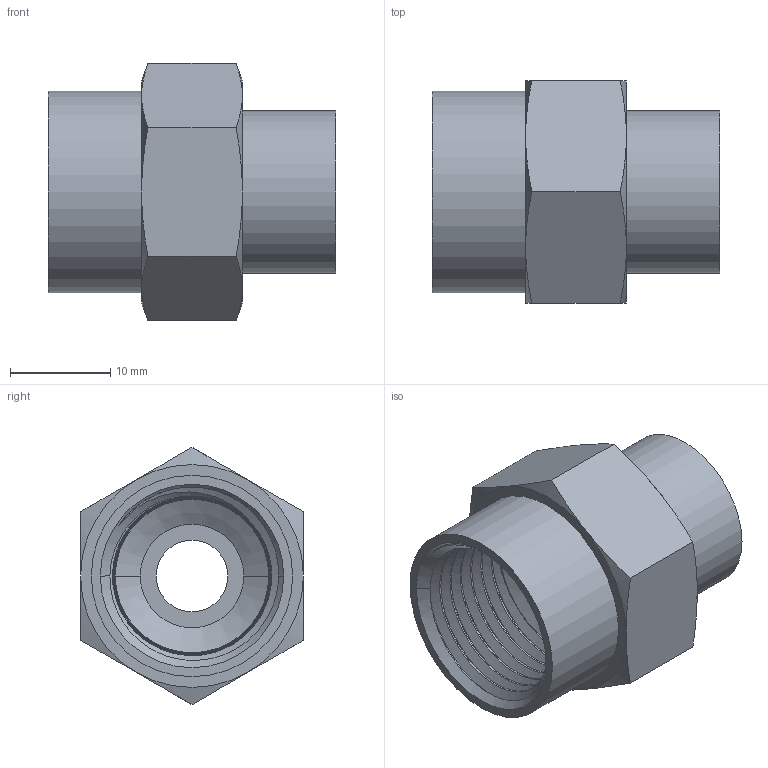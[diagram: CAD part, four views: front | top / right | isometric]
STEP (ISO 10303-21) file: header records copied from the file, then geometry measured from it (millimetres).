
FILE_DESCRIPTION(/* description */ (''),/* implementation_level */ '2;1');
FILE_NAME(/* name */ '119-N2-N3.stp',/* time_stamp */ '2024-01-23T10:07:59-05:00',/* author */ ('esanner'),/* organization */ (''),/* preprocessor_version */ 'ST-DEVELOPER v19',/* originating_system */ 'AutoCAD Mechanical',/* authorisation */ '');
FILE_SCHEMA (('AUTOMOTIVE_DESIGN { 1 0 10303 214 3 1 1 }'));
Length unit declared in the file: millimetre
Products named in the file (2): Product; 119-N2-N3
Assembly tree (1 placements, depth 2):
  Product
    119-N2-N3
Bounding box: 28.7 x 22.23 x 25.66 mm (x, y, z)
Volume: 4892.7 mm3; surface area: 4308.6 mm2
Topology: 1 solids, 1 shells, 75 faces, 188 edges, 120 vertices
Faces by surface type: cone 50, plane 13, cylinder 6, bspline 6
Full cylindrical faces by diameter (mm): 16.2 x1, 20.095 x1
Entity records: 10345 total; most frequent: CARTESIAN_POINT 8724, ORIENTED_EDGE 376, DIRECTION 264, EDGE_CURVE 188, VERTEX_POINT 120, AXIS2_PLACEMENT_3D 108, EDGE_LOOP 82, B_SPLINE_CURVE_WITH_KNOTS 80
